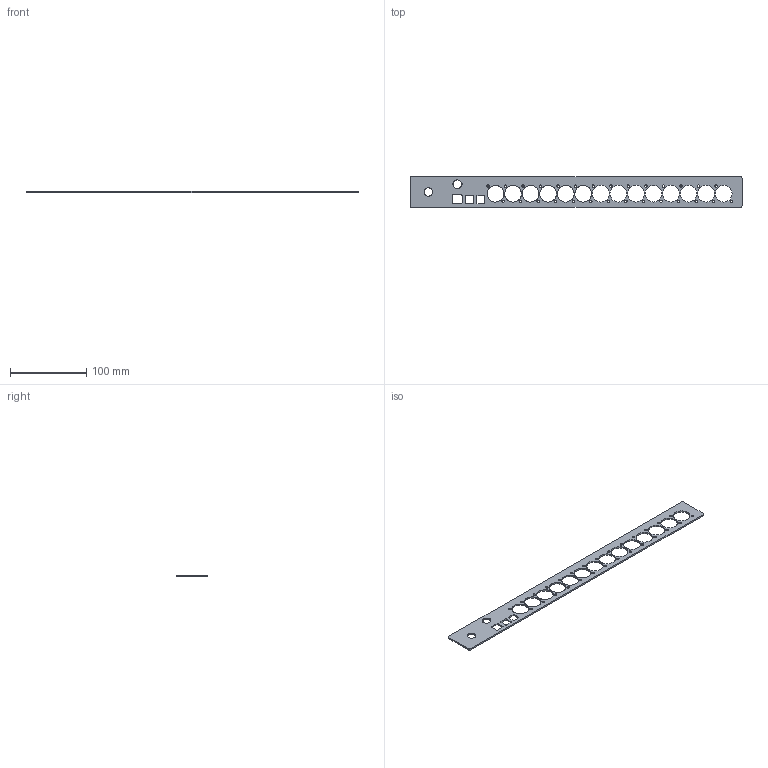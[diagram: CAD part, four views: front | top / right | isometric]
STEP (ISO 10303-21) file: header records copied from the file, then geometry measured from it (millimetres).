
FILE_DESCRIPTION(('STEP AP214'),'1');
FILE_NAME('Panel-C+12v.stp','2020-02-19T06:16:20',(' '),(' '),'Spatial InterOp 3D',' ',' ');
FILE_SCHEMA(('AUTOMOTIVE_DESIGN { 1 0 10303 214 1 1 1 1 }'));
Length unit declared in the file: metre
Products named in the file (1): 1580188337
Bounding box: 435 x 40 x 2 mm (x, y, z)
Volume: 22601.6 mm3; surface area: 27392.1 mm2
Topology: 1 solids, 1 shells, 93 faces, 298 edges, 207 vertices
Faces by surface type: cylinder 65, plane 28
Full cylindrical faces by diameter (mm): 3.2 x28, 11.1 x1, 22 x14
Entity records: 4797 total; most frequent: CARTESIAN_POINT 1520, DIRECTION 476, ORIENTED_EDGE 460, EDGE_LOOP 230, EDGE_CURVE 230, AXIS2_PLACEMENT_3D 188, VERTEX_POINT 182, FACE_OUTER_BOUND 136
